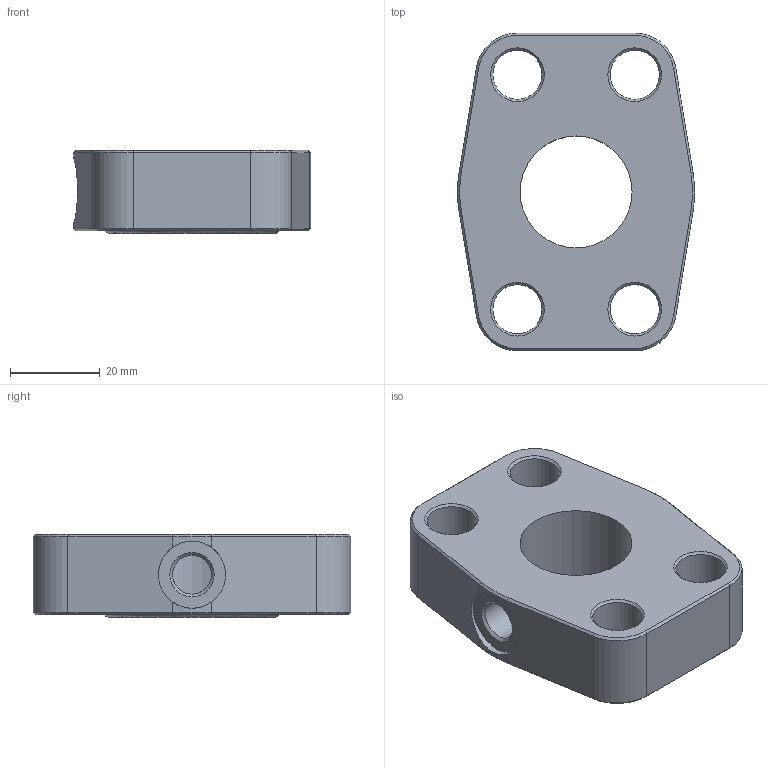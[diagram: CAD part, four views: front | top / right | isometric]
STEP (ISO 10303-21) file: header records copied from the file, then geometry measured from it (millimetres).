
FILE_DESCRIPTION(/* description */ (''),/* implementation_level */ '2;1');
FILE_NAME(/* name */ 'AFZ025-3.stp',/* time_stamp */ '2025-01-23T12:25:35+01:00',/* author */ (''),/* organization */ (''),/* preprocessor_version */ 'ST-DEVELOPER v16',/* originating_system */ 'SIEMENS PLM Software NX 10.0',/* authorisation */ '');
FILE_SCHEMA (('AP203_CONFIGURATION_CONTROLLED_3D_DESIGN_OF_MECHANICAL_PARTS_AND_ASSEMBLIES_MIM_LF { 1 0 10303 403 2 1 2}'));
Length unit declared in the file: millimetre
Products named in the file (1): nwer2840F04Fj3ee
Bounding box: 52.96 x 71 x 18.57 mm (x, y, z)
Volume: 43118.8 mm3; surface area: 14728.3 mm2
Topology: 2 solids, 2 shells, 63 faces, 146 edges, 86 vertices
Faces by surface type: plane 23, cone 21, cylinder 16, torus 2, revolution 1
Full cylindrical faces by diameter (mm): 8.7 x1, 11 x4, 15 x1, 25 x1, 31.01 x1, 39.9 x1
Entity records: 1740 total; most frequent: DIRECTION 297, CARTESIAN_POINT 291, ORIENTED_EDGE 236, EDGE_CURVE 118, AXIS2_PLACEMENT_3D 117, EDGE_LOOP 96, VERTEX_POINT 81, ADVANCED_FACE 63
